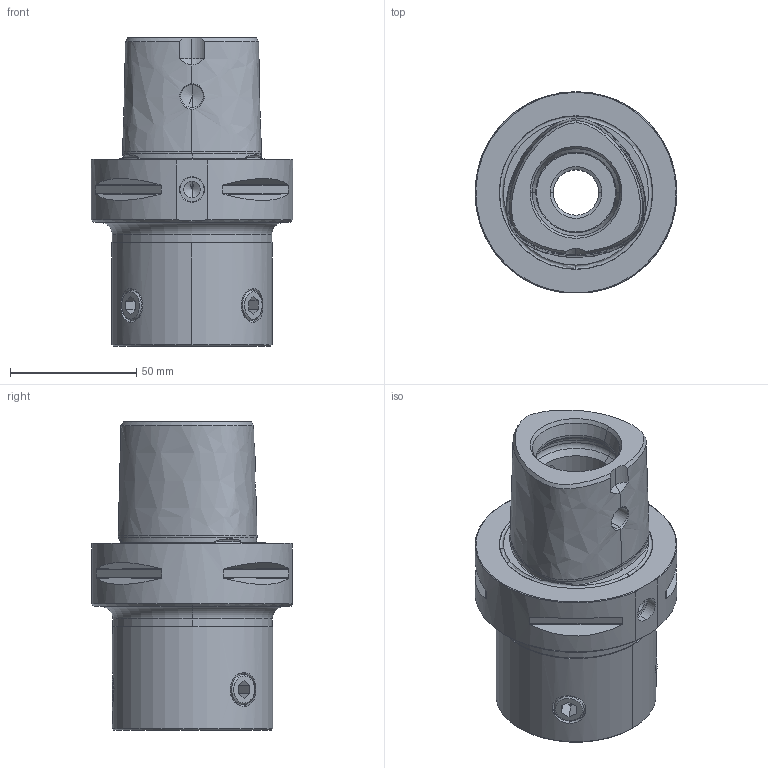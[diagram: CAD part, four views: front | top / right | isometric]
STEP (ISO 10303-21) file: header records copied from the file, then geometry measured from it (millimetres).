
FILE_DESCRIPTION(('no description'),'unknown implementation level');
FILE_NAME('386B48BD-7A32-455C-B451-FF1167724624_export.stp',' ',('CIMSOURCE GmbH'),('CADClick - KiM GmbH - www.kimweb.de'),'unknown preprocess','ACIS','unknown authorization');
FILE_SCHEMA(('automotive_design'));
Length unit declared in the file: millimetre
Products named in the file (4): 328.053N Kaiser Adapter C8xCKN6x74|690.436 Kaiser ETL M12 X 18 CK6;Schnitt-Linear austragen2; 328.053N Kaiser Adapter C8xCKN6x74|328.053N Kaiser Adapter C8xCKN6x74;Chip Bohrung
Bounding box: 80 x 79.5 x 122 mm (x, y, z)
Volume: 298869 mm3; surface area: 48434.3 mm2
Topology: 4 solids, 4 shells, 244 faces, 566 edges, 329 vertices
Faces by surface type: cone 76, plane 76, cylinder 68, torus 16, bspline 8
Entity records: 19883 total; most frequent: CARTESIAN_POINT 8000, DIRECTION 1164, STYLED_ITEM 1131, PRESENTATION_STYLE_ASSIGNMENT 1131, COLOUR_RGB 1131, ORIENTED_EDGE 1108, EDGE_CURVE 554, CURVE_STYLE 554
